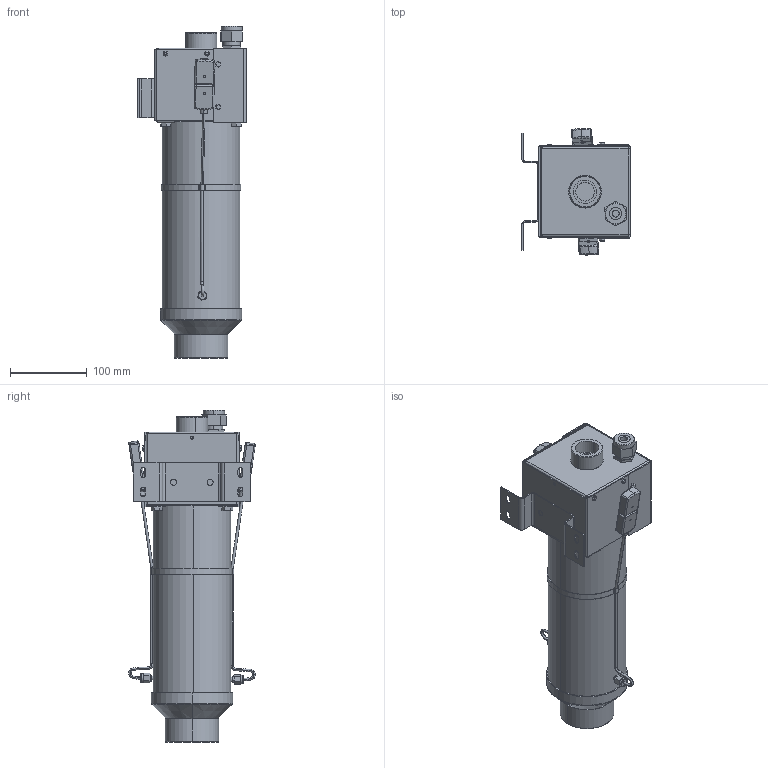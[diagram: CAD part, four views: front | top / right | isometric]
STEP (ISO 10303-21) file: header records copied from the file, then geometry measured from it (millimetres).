
FILE_DESCRIPTION (( 'STEP AP203' ), '1' );
FILE_NAME ('HT400-1F-2F-TF2 AUG2017 203.STEP', '2017-09-01T19:36:30', ( '' ), ( '' ), 'SwSTEP 2.0', 'SolidWorks 2017', '' );
FILE_SCHEMA (( 'CONFIG_CONTROL_DESIGN' ));
Products named in the file (1): HT400-1F-2F-TF2 AUG2017 203
Bounding box: 141.36 x 165.1 x 433.73 mm (x, y, z)
Volume: 676738.6 mm3; surface area: 552576.4 mm2
Topology: 337 solids, 337 shells, 5285 faces, 13491 edges, 8887 vertices
Faces by surface type: plane 3299, bspline 1327, cylinder 521, cone 130, torus 8
Entity records: 166546 total; most frequent: CARTESIAN_POINT 46825, ORIENTED_EDGE 26926, DIRECTION 19794, EDGE_CURVE 13463, LINE 9426, VECTOR 9426, VERTEX_POINT 8891, EDGE_LOOP 5672
